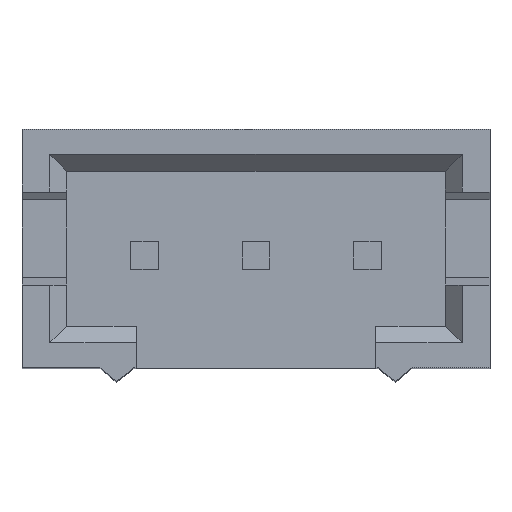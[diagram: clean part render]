
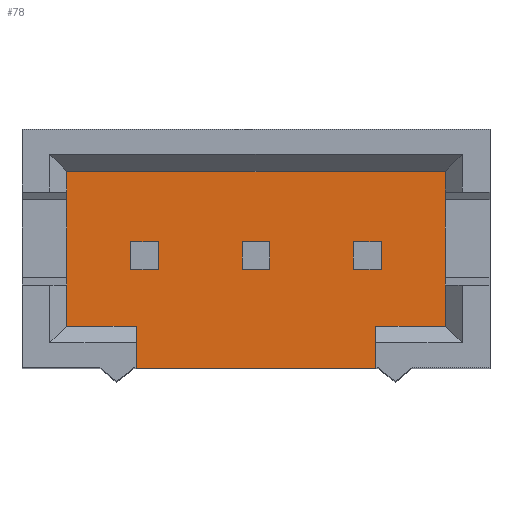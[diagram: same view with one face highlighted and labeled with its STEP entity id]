
A CAD part, top view. The second image highlights one B-rep face of the part: STEP entity #78.
In plain terms, the highlighted planar face has unit normal (0, 0, 1).
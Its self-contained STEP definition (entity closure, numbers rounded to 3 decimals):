
#78=ADVANCED_FACE('',(#193,#194,#195,#196),#197,.T.);
#193=FACE_OUTER_BOUND('',#355,.T.);
#194=FACE_BOUND('',#356,.T.);
#195=FACE_BOUND('',#357,.T.);
#196=FACE_BOUND('',#358,.T.);
#197=PLANE('',#359);
#355=EDGE_LOOP('',(#747,#748,#749,#750,#751,#752,#753,#754));
#356=EDGE_LOOP('',(#755,#756,#757,#758));
#357=EDGE_LOOP('',(#759,#760,#761,#762));
#358=EDGE_LOOP('',(#763,#764,#765,#766));
#359=AXIS2_PLACEMENT_3D('',#767,#768,#769);
#747=ORIENTED_EDGE('',*,*,#1207,.T.);
#748=ORIENTED_EDGE('',*,*,#1196,.T.);
#749=ORIENTED_EDGE('',*,*,#1215,.T.);
#750=ORIENTED_EDGE('',*,*,#1216,.T.);
#751=ORIENTED_EDGE('',*,*,#1181,.T.);
#752=ORIENTED_EDGE('',*,*,#1171,.T.);
#753=ORIENTED_EDGE('',*,*,#1217,.T.);
#754=ORIENTED_EDGE('',*,*,#1218,.T.);
#755=ORIENTED_EDGE('',*,*,#1219,.T.);
#756=ORIENTED_EDGE('',*,*,#1220,.F.);
#757=ORIENTED_EDGE('',*,*,#1221,.F.);
#758=ORIENTED_EDGE('',*,*,#1222,.T.);
#759=ORIENTED_EDGE('',*,*,#1223,.T.);
#760=ORIENTED_EDGE('',*,*,#1224,.F.);
#761=ORIENTED_EDGE('',*,*,#1225,.F.);
#762=ORIENTED_EDGE('',*,*,#1226,.T.);
#763=ORIENTED_EDGE('',*,*,#1227,.T.);
#764=ORIENTED_EDGE('',*,*,#1228,.F.);
#765=ORIENTED_EDGE('',*,*,#1229,.F.);
#766=ORIENTED_EDGE('',*,*,#1230,.T.);
#767=CARTESIAN_POINT('',(-5.334,0.0,-8.382));
#768=DIRECTION('',(0.0,0.0,1.0));
#769=DIRECTION('',(1.0,0.0,0.0));
#1171=EDGE_CURVE('',#1446,#1444,#1447,.T.);
#1181=EDGE_CURVE('',#1460,#1446,#1461,.T.);
#1196=EDGE_CURVE('',#1484,#1482,#1485,.T.);
#1207=EDGE_CURVE('',#1504,#1484,#1505,.T.);
#1215=EDGE_CURVE('',#1482,#1513,#1515,.T.);
#1216=EDGE_CURVE('',#1513,#1460,#1516,.T.);
#1217=EDGE_CURVE('',#1444,#1517,#1518,.T.);
#1218=EDGE_CURVE('',#1517,#1504,#1519,.T.);
#1219=EDGE_CURVE('',#1520,#1521,#1522,.T.);
#1220=EDGE_CURVE('',#1523,#1521,#1524,.T.);
#1221=EDGE_CURVE('',#1525,#1523,#1526,.T.);
#1222=EDGE_CURVE('',#1525,#1520,#1527,.T.);
#1223=EDGE_CURVE('',#1528,#1529,#1530,.T.);
#1224=EDGE_CURVE('',#1531,#1529,#1532,.T.);
#1225=EDGE_CURVE('',#1533,#1531,#1534,.T.);
#1226=EDGE_CURVE('',#1533,#1528,#1535,.T.);
#1227=EDGE_CURVE('',#1536,#1537,#1538,.T.);
#1228=EDGE_CURVE('',#1539,#1537,#1540,.T.);
#1229=EDGE_CURVE('',#1541,#1539,#1542,.T.);
#1230=EDGE_CURVE('',#1541,#1536,#1543,.T.);
#1444=VERTEX_POINT('',#1862);
#1446=VERTEX_POINT('',#1865);
#1447=LINE('',#1866,#1867);
#1460=VERTEX_POINT('',#1889);
#1461=LINE('',#1890,#1891);
#1482=VERTEX_POINT('',#1925);
#1484=VERTEX_POINT('',#1928);
#1485=LINE('',#1929,#1930);
#1504=VERTEX_POINT('',#1955);
#1505=LINE('',#1956,#1957);
#1513=VERTEX_POINT('',#1971);
#1515=LINE('',#1974,#1975);
#1516=LINE('',#1976,#1977);
#1517=VERTEX_POINT('',#1978);
#1518=LINE('',#1979,#1980);
#1519=LINE('',#1981,#1982);
#1520=VERTEX_POINT('',#1983);
#1521=VERTEX_POINT('',#1984);
#1522=LINE('',#1985,#1986);
#1523=VERTEX_POINT('',#1987);
#1524=LINE('',#1988,#1989);
#1525=VERTEX_POINT('',#1990);
#1526=LINE('',#1991,#1992);
#1527=LINE('',#1993,#1994);
#1528=VERTEX_POINT('',#1995);
#1529=VERTEX_POINT('',#1996);
#1530=LINE('',#1997,#1998);
#1531=VERTEX_POINT('',#1999);
#1532=LINE('',#2000,#2001);
#1533=VERTEX_POINT('',#2002);
#1534=LINE('',#2003,#2004);
#1535=LINE('',#2005,#2006);
#1536=VERTEX_POINT('',#2007);
#1537=VERTEX_POINT('',#2008);
#1538=LINE('',#2009,#2010);
#1539=VERTEX_POINT('',#2011);
#1540=LINE('',#2012,#2013);
#1541=VERTEX_POINT('',#2014);
#1542=LINE('',#2015,#2016);
#1543=LINE('',#2017,#2018);
#1862=CARTESIAN_POINT('',(2.731,-2.718,-8.382));
#1865=CARTESIAN_POINT('',(-2.731,-2.718,-8.382));
#1866=CARTESIAN_POINT('',(-2.731,-2.718,-8.382));
#1867=VECTOR('',#2251,5.461);
#1889=CARTESIAN_POINT('',(-2.731,-1.765,-8.382));
#1890=CARTESIAN_POINT('',(-2.731,-1.765,-8.382));
#1891=VECTOR('',#2261,0.953);
#1925=CARTESIAN_POINT('',(-4.318,1.765,-8.382));
#1928=CARTESIAN_POINT('',(4.318,1.765,-8.382));
#1929=CARTESIAN_POINT('',(4.318,1.765,-8.382));
#1930=VECTOR('',#2276,8.636);
#1955=CARTESIAN_POINT('',(4.318,-1.765,-8.382));
#1956=CARTESIAN_POINT('',(4.318,-1.765,-8.382));
#1957=VECTOR('',#2295,3.531);
#1971=CARTESIAN_POINT('',(-4.318,-1.765,-8.382));
#1974=CARTESIAN_POINT('',(-4.318,1.765,-8.382));
#1975=VECTOR('',#2303,3.531);
#1976=CARTESIAN_POINT('',(-4.318,-1.765,-8.382));
#1977=VECTOR('',#2304,1.588);
#1978=CARTESIAN_POINT('',(2.731,-1.765,-8.382));
#1979=CARTESIAN_POINT('',(2.731,-2.718,-8.382));
#1980=VECTOR('',#2305,0.953);
#1981=CARTESIAN_POINT('',(2.731,-1.765,-8.382));
#1982=VECTOR('',#2306,1.588);
#1983=CARTESIAN_POINT('',(-2.223,-0.47,-8.382));
#1984=CARTESIAN_POINT('',(-2.858,-0.47,-8.382));
#1985=CARTESIAN_POINT('',(-2.223,-0.47,-8.382));
#1986=VECTOR('',#2307,0.635);
#1987=CARTESIAN_POINT('',(-2.858,0.165,-8.382));
#1988=CARTESIAN_POINT('',(-2.858,0.165,-8.382));
#1989=VECTOR('',#2308,0.635);
#1990=CARTESIAN_POINT('',(-2.223,0.165,-8.382));
#1991=CARTESIAN_POINT('',(-2.223,0.165,-8.382));
#1992=VECTOR('',#2309,0.635);
#1993=CARTESIAN_POINT('',(-2.223,0.165,-8.382));
#1994=VECTOR('',#2310,0.635);
#1995=CARTESIAN_POINT('',(0.318,-0.47,-8.382));
#1996=CARTESIAN_POINT('',(-0.318,-0.47,-8.382));
#1997=CARTESIAN_POINT('',(0.318,-0.47,-8.382));
#1998=VECTOR('',#2311,0.635);
#1999=CARTESIAN_POINT('',(-0.318,0.165,-8.382));
#2000=CARTESIAN_POINT('',(-0.318,0.165,-8.382));
#2001=VECTOR('',#2312,0.635);
#2002=CARTESIAN_POINT('',(0.318,0.165,-8.382));
#2003=CARTESIAN_POINT('',(0.318,0.165,-8.382));
#2004=VECTOR('',#2313,0.635);
#2005=CARTESIAN_POINT('',(0.318,0.165,-8.382));
#2006=VECTOR('',#2314,0.635);
#2007=CARTESIAN_POINT('',(2.858,-0.47,-8.382));
#2008=CARTESIAN_POINT('',(2.223,-0.47,-8.382));
#2009=CARTESIAN_POINT('',(2.858,-0.47,-8.382));
#2010=VECTOR('',#2315,0.635);
#2011=CARTESIAN_POINT('',(2.223,0.165,-8.382));
#2012=CARTESIAN_POINT('',(2.223,0.165,-8.382));
#2013=VECTOR('',#2316,0.635);
#2014=CARTESIAN_POINT('',(2.858,0.165,-8.382));
#2015=CARTESIAN_POINT('',(2.858,0.165,-8.382));
#2016=VECTOR('',#2317,0.635);
#2017=CARTESIAN_POINT('',(2.858,0.165,-8.382));
#2018=VECTOR('',#2318,0.635);
#2251=DIRECTION('',(1.0,0.0,0.0));
#2261=DIRECTION('',(0.0,-1.0,0.0));
#2276=DIRECTION('',(-1.0,0.0,0.0));
#2295=DIRECTION('',(0.0,1.0,0.0));
#2303=DIRECTION('',(0.0,-1.0,0.0));
#2304=DIRECTION('',(1.0,0.0,0.0));
#2305=DIRECTION('',(0.0,1.0,0.0));
#2306=DIRECTION('',(1.0,0.0,0.0));
#2307=DIRECTION('',(-1.0,0.0,0.0));
#2308=DIRECTION('',(0.0,-1.0,0.0));
#2309=DIRECTION('',(-1.0,0.0,0.0));
#2310=DIRECTION('',(0.0,-1.0,0.0));
#2311=DIRECTION('',(-1.0,0.0,0.0));
#2312=DIRECTION('',(0.0,-1.0,0.0));
#2313=DIRECTION('',(-1.0,0.0,0.0));
#2314=DIRECTION('',(0.0,-1.0,0.0));
#2315=DIRECTION('',(-1.0,0.0,0.0));
#2316=DIRECTION('',(0.0,-1.0,0.0));
#2317=DIRECTION('',(-1.0,0.0,0.0));
#2318=DIRECTION('',(0.0,-1.0,0.0));
